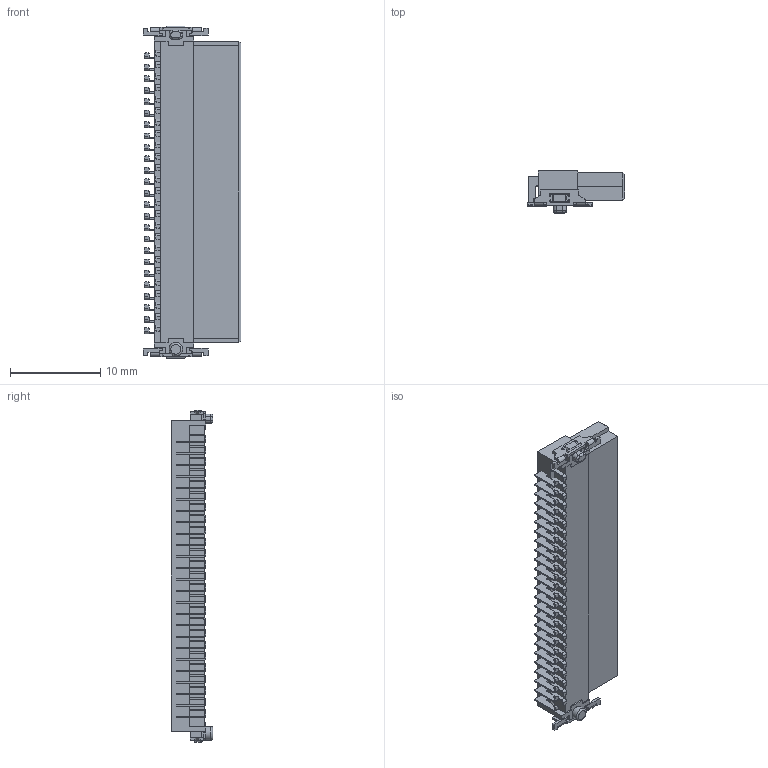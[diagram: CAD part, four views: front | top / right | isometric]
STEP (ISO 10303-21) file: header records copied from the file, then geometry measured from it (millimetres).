
FILE_DESCRIPTION(/* description */ ('STEP AP214'),/* implementation_level */ '2;1');
FILE_NAME(/* name */ 'CBED202-2502B001C1AC',/* time_stamp */ '2025-11-16T22:56:05+01:00',/* author */ ('License CC BY-ND 4.0'),/* organization */ ('CADENAS'),/* preprocessor_version */ 'ST-DEVELOPER v20',/* originating_system */ 'PARTsolutions',/* authorisation */ ' ');
FILE_SCHEMA (('AUTOMOTIVE_DESIGN {1 0 10303 214 3 1 1}'));
Length unit declared in the file: millimetre
Products named in the file (5): CBED202-2502B001C1AC; CBED202-25-HSG; CBED202-Terminal; CBED202-Terminal1; CBED202-Ground Piece
Assembly tree (53 placements, depth 2):
  CBED202-2502B001C1AC
    CBED202-25-HSG
    CBED202-Terminal  x25
    CBED202-Terminal1  x25
    CBED202-Ground Piece  x2
Bounding box: 10.8 x 4.6 x 36.83 mm (x, y, z)
Volume: 1028.1 mm3; surface area: 2674.2 mm2
Topology: 53 solids, 53 shells, 1621 faces, 4119 edges, 2641 vertices
Faces by surface type: plane 1175, cylinder 423, cone 16, torus 7
Full cylindrical faces by diameter (mm): 1.5 x1
Entity records: 19797 total; most frequent: CARTESIAN_POINT 3381, DIRECTION 3276, ORIENTED_EDGE 3264, EDGE_CURVE 1632, LINE 1494, VECTOR 1494, VERTEX_POINT 996, AXIS2_PLACEMENT_3D 891
